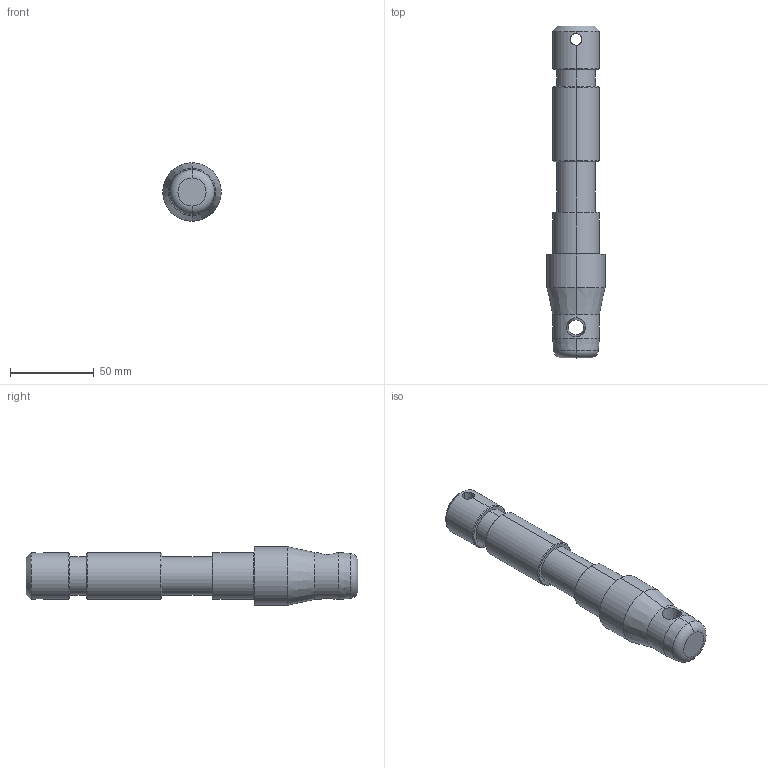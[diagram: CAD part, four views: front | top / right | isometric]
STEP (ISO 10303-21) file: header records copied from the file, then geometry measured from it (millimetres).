
FILE_DESCRIPTION (( 'STEP AP203' ), '1' );
FILE_NAME ('T45752.STEP', '2018-07-30T08:00:15', ( '' ), ( '' ), 'SwSTEP 2.0', 'SolidWorks 2016', '' );
FILE_SCHEMA (( 'CONFIG_CONTROL_DESIGN' ));
Length unit declared in the file: millimetre
Products named in the file (5): TH3448; T45752; T74500_FIXINGS REMOVED; TH708; TH3127
Assembly tree (4 placements, depth 3):
  T45752
    TH3127
    T74500_FIXINGS REMOVED
      TH708
    TH3448
Bounding box: 34.9 x 198 x 34.9 mm (x, y, z)
Volume: 119415.5 mm3; surface area: 27404.5 mm2
Topology: 3 solids, 3 shells, 65 faces, 142 edges, 81 vertices
Faces by surface type: cone 28, cylinder 24, plane 11, torus 2
Entity records: 2522 total; most frequent: CARTESIAN_POINT 575, DIRECTION 338, ORIENTED_EDGE 272, AXIS2_PLACEMENT_3D 141, EDGE_CURVE 136, VERTEX_POINT 81, EDGE_LOOP 73, CIRCLE 68
